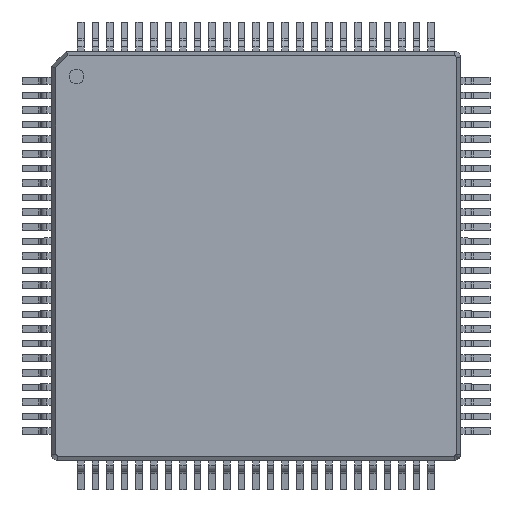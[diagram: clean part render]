
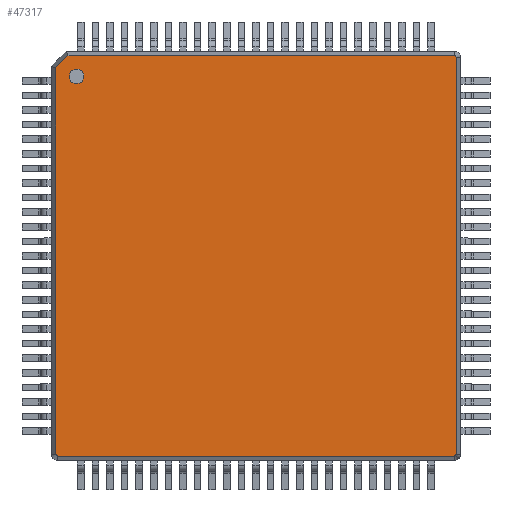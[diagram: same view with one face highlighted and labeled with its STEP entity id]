
A CAD part, top view. The second image highlights one B-rep face of the part: STEP entity #47317.
In plain terms, the highlighted planar face has unit normal (0, 0, 1).
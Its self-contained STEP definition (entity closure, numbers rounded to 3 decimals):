
#46579=CARTESIAN_POINT('',(-5.896,6.146,1.7));
#46580=VERTEX_POINT('',#46579);
#46589=CARTESIAN_POINT('',(-6.396,6.146,1.7));
#46590=VERTEX_POINT('',#46589);
#46591=CARTESIAN_POINT('',(-6.146,6.146,1.7));
#46592=DIRECTION('',(0.0,0.0,-1.0));
#46593=DIRECTION('',(1.0,0.0,0.0));
#46594=AXIS2_PLACEMENT_3D('',#46591,#46592,#46593);
#46595=CIRCLE('',#46594,0.25);
#46596=EDGE_CURVE('',#46590,#46580,#46595,.T.);
#46630=CARTESIAN_POINT('',(-6.146,6.146,1.7));
#46631=DIRECTION('',(0.0,0.0,-1.0));
#46632=DIRECTION('',(1.0,0.0,0.0));
#46633=AXIS2_PLACEMENT_3D('',#46630,#46631,#46632);
#46634=CIRCLE('',#46633,0.25);
#46635=EDGE_CURVE('',#46580,#46590,#46634,.T.);
#47032=CARTESIAN_POINT('',(-6.853,-6.8,1.7));
#47033=VERTEX_POINT('',#47032);
#47040=CARTESIAN_POINT('',(-6.853,6.439,1.7));
#47041=VERTEX_POINT('',#47040);
#47042=CARTESIAN_POINT('',(-6.853,-6.8,1.7));
#47043=DIRECTION('',(0.0,1.0,0.0));
#47044=VECTOR('',#47043,13.239);
#47045=LINE('',#47042,#47044);
#47046=EDGE_CURVE('',#47033,#47041,#47045,.T.);
#47070=CARTESIAN_POINT('',(-6.439,6.853,1.7));
#47071=VERTEX_POINT('',#47070);
#47072=CARTESIAN_POINT('',(-6.853,6.439,1.7));
#47073=DIRECTION('',(0.707,0.707,0.0));
#47074=VECTOR('',#47073,0.585);
#47075=LINE('',#47072,#47074);
#47076=EDGE_CURVE('',#47041,#47071,#47075,.T.);
#47101=CARTESIAN_POINT('',(-6.8,-6.853,1.7));
#47102=VERTEX_POINT('',#47101);
#47109=CARTESIAN_POINT('',(-6.8,-6.8,1.7));
#47110=DIRECTION('',(0.0,0.0,-1.0));
#47111=DIRECTION('',(-0.707,-0.707,0.0));
#47112=AXIS2_PLACEMENT_3D('',#47109,#47110,#47111);
#47113=CIRCLE('',#47112,0.053);
#47114=EDGE_CURVE('',#47102,#47033,#47113,.T.);
#47132=CARTESIAN_POINT('',(6.8,6.853,1.7));
#47133=VERTEX_POINT('',#47132);
#47142=CARTESIAN_POINT('',(-6.439,6.853,1.7));
#47143=DIRECTION('',(1.0,0.0,0.0));
#47144=VECTOR('',#47143,13.239);
#47145=LINE('',#47142,#47144);
#47146=EDGE_CURVE('',#47071,#47133,#47145,.T.);
#47156=CARTESIAN_POINT('',(6.8,-6.853,1.7));
#47157=VERTEX_POINT('',#47156);
#47164=CARTESIAN_POINT('',(6.8,-6.853,1.7));
#47165=DIRECTION('',(-1.0,0.0,0.0));
#47166=VECTOR('',#47165,13.6);
#47167=LINE('',#47164,#47166);
#47168=EDGE_CURVE('',#47157,#47102,#47167,.T.);
#47185=CARTESIAN_POINT('',(6.853,6.8,1.7));
#47186=VERTEX_POINT('',#47185);
#47195=CARTESIAN_POINT('',(6.8,6.8,1.7));
#47196=DIRECTION('',(0.0,0.0,-1.0));
#47197=DIRECTION('',(0.707,0.707,0.0));
#47198=AXIS2_PLACEMENT_3D('',#47195,#47196,#47197);
#47199=CIRCLE('',#47198,0.053);
#47200=EDGE_CURVE('',#47133,#47186,#47199,.T.);
#47210=CARTESIAN_POINT('',(6.853,-6.8,1.7));
#47211=VERTEX_POINT('',#47210);
#47218=CARTESIAN_POINT('',(6.8,-6.8,1.7));
#47219=DIRECTION('',(0.0,0.0,-1.0));
#47220=DIRECTION('',(0.707,-0.707,0.0));
#47221=AXIS2_PLACEMENT_3D('',#47218,#47219,#47220);
#47222=CIRCLE('',#47221,0.053);
#47223=EDGE_CURVE('',#47211,#47157,#47222,.T.);
#47236=CARTESIAN_POINT('',(6.853,6.8,1.7));
#47237=DIRECTION('',(0.0,-1.0,0.0));
#47238=VECTOR('',#47237,13.6);
#47239=LINE('',#47236,#47238);
#47240=EDGE_CURVE('',#47186,#47211,#47239,.T.);
#47298=CARTESIAN_POINT('',(0.0,0.0,1.7));
#47299=DIRECTION('',(0.0,0.0,1.0));
#47300=DIRECTION('',(0.0,-1.0,0.0));
#47301=AXIS2_PLACEMENT_3D('',#47298,#47299,#47300);
#47302=PLANE('',#47301);
#47303=ORIENTED_EDGE('',*,*,#47046,.F.);
#47304=ORIENTED_EDGE('',*,*,#47114,.F.);
#47305=ORIENTED_EDGE('',*,*,#47168,.F.);
#47306=ORIENTED_EDGE('',*,*,#47223,.F.);
#47307=ORIENTED_EDGE('',*,*,#47240,.F.);
#47308=ORIENTED_EDGE('',*,*,#47200,.F.);
#47309=ORIENTED_EDGE('',*,*,#47146,.F.);
#47310=ORIENTED_EDGE('',*,*,#47076,.F.);
#47311=EDGE_LOOP('',(#47303,#47304,#47305,#47306,#47307,#47308,#47309,#47310));
#47312=FACE_OUTER_BOUND('',#47311,.T.);
#47313=ORIENTED_EDGE('',*,*,#46635,.T.);
#47314=ORIENTED_EDGE('',*,*,#46596,.T.);
#47315=EDGE_LOOP('',(#47313,#47314));
#47316=FACE_BOUND('',#47315,.T.);
#47317=ADVANCED_FACE('',(#47312,#47316),#47302,.T.);
